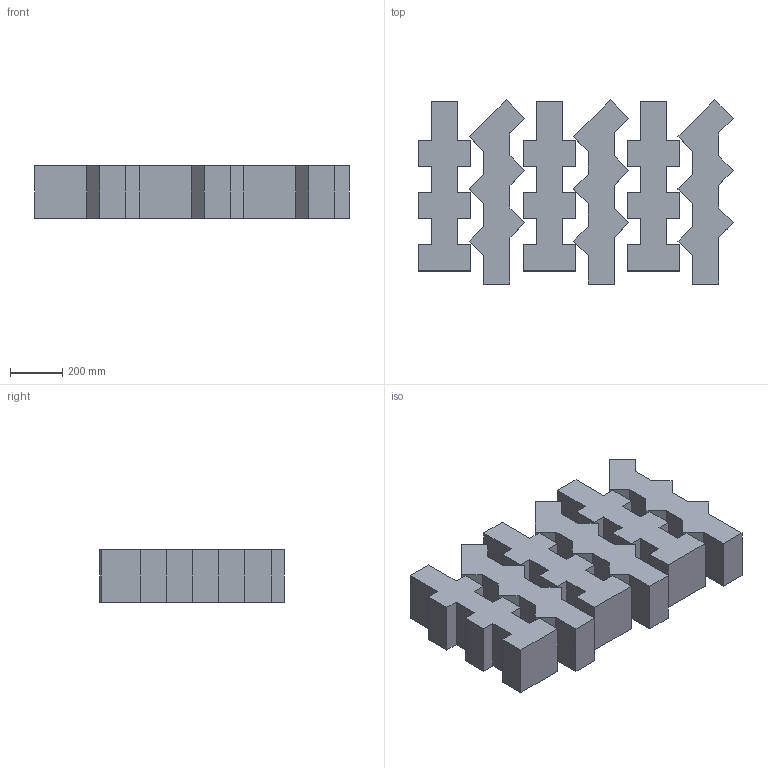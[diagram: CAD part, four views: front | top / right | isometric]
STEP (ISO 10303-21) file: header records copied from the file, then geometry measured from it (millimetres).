
FILE_DESCRIPTION(('Open CASCADE Model'),'2;1');
FILE_NAME('Open CASCADE Shape Model','2024-05-25T22:49:58',('Author'),( 'Open CASCADE'),'Open CASCADE STEP processor 7.7','Open CASCADE 7.7' ,'Unknown');
FILE_SCHEMA(('AUTOMOTIVE_DESIGN { 1 0 10303 214 1 1 1 1 }'));
Length unit declared in the file: millimetre
Products named in the file (7): Open CASCADE STEP translator 7.7 97; Open CASCADE STEP translator 7.7 97.1; Open CASCADE STEP translator 7.7 97.2; Open CASCADE STEP translator 7.7 97.3; Open CASCADE STEP translator 7.7 97.4; Open CASCADE STEP translator 7.7 97.5; Open CASCADE STEP translator 7.7 97.6
Assembly tree (6 placements, depth 2):
  Open CASCADE STEP translator 7.7 97
    Open CASCADE STEP translator 7.7 97.1
    Open CASCADE STEP translator 7.7 97.2
    Open CASCADE STEP translator 7.7 97.3
    Open CASCADE STEP translator 7.7 97.4
    Open CASCADE STEP translator 7.7 97.5
    Open CASCADE STEP translator 7.7 97.6
Bounding box: 1206.07 x 706.07 x 200 mm (x, y, z)
Volume: 108430194.8 mm3; surface area: 3443641.8 mm2
Topology: 6 solids, 6 shells, 141 faces, 387 edges, 258 vertices
Faces by surface type: plane 141
Entity records: 9520 total; most frequent: CARTESIAN_POINT 1567, DIRECTION 1457, LINE 1161, VECTOR 1161, ORIENTED_EDGE 774, PCURVE 774, DEFINITIONAL_REPRESENTATION 774, EDGE_CURVE 387
